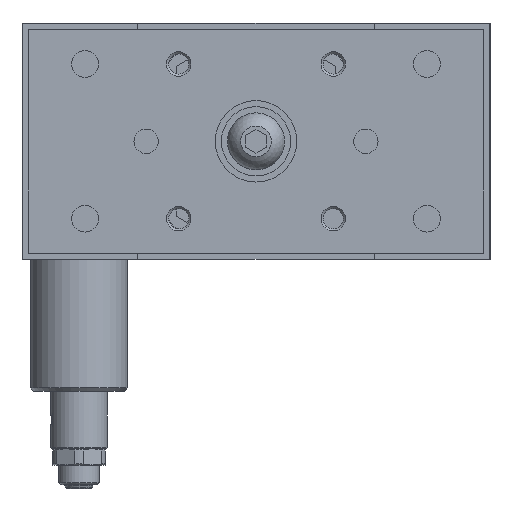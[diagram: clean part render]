
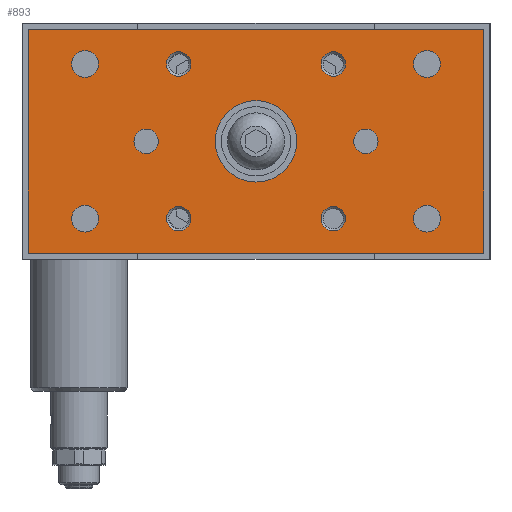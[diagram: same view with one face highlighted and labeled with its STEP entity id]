
A CAD part, left-side view. The second image highlights one B-rep face of the part: STEP entity #893.
In plain terms, the highlighted planar face has unit normal (-1, 0, 0).
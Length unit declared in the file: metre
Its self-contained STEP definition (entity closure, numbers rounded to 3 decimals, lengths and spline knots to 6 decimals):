
#893 = ADVANCED_FACE( '', ( #2153, #2154, #2155, #2156, #2157, #2158, #2159, #2160, #2161, #2162, #2163, #2164 ), #2165, .F. );
#2153 = FACE_BOUND( '', #3830, .T. );
#2154 = FACE_BOUND( '', #3831, .T. );
#2155 = FACE_BOUND( '', #3832, .T. );
#2156 = FACE_BOUND( '', #3833, .T. );
#2157 = FACE_BOUND( '', #3834, .T. );
#2158 = FACE_BOUND( '', #3835, .T. );
#2159 = FACE_BOUND( '', #3836, .T. );
#2160 = FACE_BOUND( '', #3837, .T. );
#2161 = FACE_BOUND( '', #3838, .T. );
#2162 = FACE_BOUND( '', #3839, .T. );
#2163 = FACE_BOUND( '', #3840, .T. );
#2164 = FACE_OUTER_BOUND( '', #3841, .T. );
#2165 = PLANE( '', #3842 );
#3830 = EDGE_LOOP( '', ( #6280 ) );
#3831 = EDGE_LOOP( '', ( #6281 ) );
#3832 = EDGE_LOOP( '', ( #6282 ) );
#3833 = EDGE_LOOP( '', ( #6283 ) );
#3834 = EDGE_LOOP( '', ( #6284 ) );
#3835 = EDGE_LOOP( '', ( #6285 ) );
#3836 = EDGE_LOOP( '', ( #6286 ) );
#3837 = EDGE_LOOP( '', ( #6287 ) );
#3838 = EDGE_LOOP( '', ( #6288 ) );
#3839 = EDGE_LOOP( '', ( #6289 ) );
#3840 = EDGE_LOOP( '', ( #6290 ) );
#3841 = EDGE_LOOP( '', ( #6291, #6292, #6293, #6294 ) );
#3842 = AXIS2_PLACEMENT_3D( '', #6295, #6296, #6297 );
#6280 = ORIENTED_EDGE( '', *, *, #8810, .T. );
#6281 = ORIENTED_EDGE( '', *, *, #8263, .T. );
#6282 = ORIENTED_EDGE( '', *, *, #8811, .F. );
#6283 = ORIENTED_EDGE( '', *, *, #8812, .F. );
#6284 = ORIENTED_EDGE( '', *, *, #8813, .T. );
#6285 = ORIENTED_EDGE( '', *, *, #8814, .F. );
#6286 = ORIENTED_EDGE( '', *, *, #8815, .T. );
#6287 = ORIENTED_EDGE( '', *, *, #8816, .T. );
#6288 = ORIENTED_EDGE( '', *, *, #8384, .F. );
#6289 = ORIENTED_EDGE( '', *, *, #8655, .F. );
#6290 = ORIENTED_EDGE( '', *, *, #8817, .T. );
#6291 = ORIENTED_EDGE( '', *, *, #8208, .T. );
#6292 = ORIENTED_EDGE( '', *, *, #8783, .T. );
#6293 = ORIENTED_EDGE( '', *, *, #8788, .T. );
#6294 = ORIENTED_EDGE( '', *, *, #8717, .T. );
#6295 = CARTESIAN_POINT( '', ( -0.022, -0.056, -0.0565 ) );
#6296 = DIRECTION( '', ( 1., 0., 0. ) );
#6297 = DIRECTION( '', ( 0., 1., 0. ) );
#8208 = EDGE_CURVE( '', #9537, #9535, #9538, .T. );
#8263 = EDGE_CURVE( '', #9624, #9624, #9625, .T. );
#8384 = EDGE_CURVE( '', #9826, #9826, #9827, .T. );
#8655 = EDGE_CURVE( '', #10247, #10247, #10248, .T. );
#8717 = EDGE_CURVE( '', #10341, #9537, #10342, .T. );
#8783 = EDGE_CURVE( '', #9535, #10439, #10441, .T. );
#8788 = EDGE_CURVE( '', #10439, #10341, #10447, .T. );
#8810 = EDGE_CURVE( '', #10479, #10479, #10480, .T. );
#8811 = EDGE_CURVE( '', #10481, #10481, #10482, .T. );
#8812 = EDGE_CURVE( '', #10483, #10483, #10484, .T. );
#8813 = EDGE_CURVE( '', #10485, #10485, #10486, .T. );
#8814 = EDGE_CURVE( '', #10487, #10487, #10488, .T. );
#8815 = EDGE_CURVE( '', #10489, #10489, #10490, .T. );
#8816 = EDGE_CURVE( '', #10491, #10491, #10492, .T. );
#8817 = EDGE_CURVE( '', #10493, #10493, #10494, .T. );
#9535 = VERTEX_POINT( '', #11569 );
#9537 = VERTEX_POINT( '', #11572 );
#9538 = LINE( '', #11573, #11574 );
#9624 = VERTEX_POINT( '', #11680 );
#9625 = CIRCLE( '', #11681, 0.003 );
#9826 = VERTEX_POINT( '', #11988 );
#9827 = CIRCLE( '', #11989, 0.0033 );
#10247 = VERTEX_POINT( '', #12751 );
#10248 = CIRCLE( '', #12752, 0.0033 );
#10341 = VERTEX_POINT( '', #12918 );
#10342 = LINE( '', #12919, #12920 );
#10439 = VERTEX_POINT( '', #13076 );
#10441 = LINE( '', #13079, #13080 );
#10447 = LINE( '', #13087, #13088 );
#10479 = VERTEX_POINT( '', #13136 );
#10480 = CIRCLE( '', #13137, 0.01 );
#10481 = VERTEX_POINT( '', #13138 );
#10482 = CIRCLE( '', #13139, 0.003 );
#10483 = VERTEX_POINT( '', #13140 );
#10484 = CIRCLE( '', #13141, 0.003 );
#10485 = VERTEX_POINT( '', #13142 );
#10486 = CIRCLE( '', #13143, 0.003 );
#10487 = VERTEX_POINT( '', #13144 );
#10488 = CIRCLE( '', #13145, 0.003 );
#10489 = VERTEX_POINT( '', #13146 );
#10490 = CIRCLE( '', #13147, 0.003 );
#10491 = VERTEX_POINT( '', #13148 );
#10492 = CIRCLE( '', #13149, 0.0033 );
#10493 = VERTEX_POINT( '', #13150 );
#10494 = CIRCLE( '', #13151, 0.0033 );
#11569 = CARTESIAN_POINT( '', ( -0.022, -0.056, -0.0015 ) );
#11572 = CARTESIAN_POINT( '', ( -0.022, -0.056, -0.0565 ) );
#11573 = CARTESIAN_POINT( '', ( -0.022, -0.056, -0.0565 ) );
#11574 = VECTOR( '', #14401, 1. );
#11680 = CARTESIAN_POINT( '', ( -0.022, -0.019, -0.045 ) );
#11681 = AXIS2_PLACEMENT_3D( '', #14479, #14480, #14481 );
#11988 = CARTESIAN_POINT( '', ( -0.022, 0.042, -0.0513 ) );
#11989 = AXIS2_PLACEMENT_3D( '', #14667, #14668, #14669 );
#12751 = CARTESIAN_POINT( '', ( -0.022, -0.042, -0.0067 ) );
#12752 = AXIS2_PLACEMENT_3D( '', #15028, #15029, #15030 );
#12918 = CARTESIAN_POINT( '', ( -0.022, 0.056, -0.0565 ) );
#12919 = CARTESIAN_POINT( '', ( -0.022, 0.056, -0.0565 ) );
#12920 = VECTOR( '', #15101, 1. );
#13076 = CARTESIAN_POINT( '', ( -0.022, 0.056, -0.0015 ) );
#13079 = CARTESIAN_POINT( '', ( -0.022, -0.056, -0.0015 ) );
#13080 = VECTOR( '', #15180, 1. );
#13087 = CARTESIAN_POINT( '', ( -0.022, 0.056, -0.0015 ) );
#13088 = VECTOR( '', #15185, 1. );
#13136 = CARTESIAN_POINT( '', ( -0.022, 0., -0.039 ) );
#13137 = AXIS2_PLACEMENT_3D( '', #15212, #15213, #15214 );
#13138 = CARTESIAN_POINT( '', ( -0.022, 0.019, -0.045 ) );
#13139 = AXIS2_PLACEMENT_3D( '', #15215, #15216, #15217 );
#13140 = CARTESIAN_POINT( '', ( -0.022, -0.019, -0.013 ) );
#13141 = AXIS2_PLACEMENT_3D( '', #15218, #15219, #15220 );
#13142 = CARTESIAN_POINT( '', ( -0.022, 0.019, -0.013 ) );
#13143 = AXIS2_PLACEMENT_3D( '', #15221, #15222, #15223 );
#13144 = CARTESIAN_POINT( '', ( -0.022, -0.027, -0.032 ) );
#13145 = AXIS2_PLACEMENT_3D( '', #15224, #15225, #15226 );
#13146 = CARTESIAN_POINT( '', ( -0.022, 0.027, -0.032 ) );
#13147 = AXIS2_PLACEMENT_3D( '', #15227, #15228, #15229 );
#13148 = CARTESIAN_POINT( '', ( -0.022, -0.042, -0.0513 ) );
#13149 = AXIS2_PLACEMENT_3D( '', #15230, #15231, #15232 );
#13150 = CARTESIAN_POINT( '', ( -0.022, 0.042, -0.0067 ) );
#13151 = AXIS2_PLACEMENT_3D( '', #15233, #15234, #15235 );
#14401 = DIRECTION( '', ( 0., 0., 1. ) );
#14479 = CARTESIAN_POINT( '', ( -0.022, -0.019, -0.048 ) );
#14480 = DIRECTION( '', ( 1., 0., 0. ) );
#14481 = DIRECTION( '', ( 0., 0., 1. ) );
#14667 = CARTESIAN_POINT( '', ( -0.022, 0.042, -0.048 ) );
#14668 = DIRECTION( '', ( -1., 0., 0. ) );
#14669 = DIRECTION( '', ( 0., 0., -1. ) );
#15028 = CARTESIAN_POINT( '', ( -0.022, -0.042, -0.01 ) );
#15029 = DIRECTION( '', ( -1., 0., 0. ) );
#15030 = DIRECTION( '', ( 0., 0., 1. ) );
#15101 = DIRECTION( '', ( 0., -1., 0. ) );
#15180 = DIRECTION( '', ( 0., 1., 0. ) );
#15185 = DIRECTION( '', ( 0., 0., -1. ) );
#15212 = CARTESIAN_POINT( '', ( -0.022, 0., -0.029 ) );
#15213 = DIRECTION( '', ( 1., 0., 0. ) );
#15214 = DIRECTION( '', ( 0., 0., -1. ) );
#15215 = CARTESIAN_POINT( '', ( -0.022, 0.019, -0.048 ) );
#15216 = DIRECTION( '', ( -1., 0., 0. ) );
#15217 = DIRECTION( '', ( 0., 0., 1. ) );
#15218 = CARTESIAN_POINT( '', ( -0.022, -0.019, -0.01 ) );
#15219 = DIRECTION( '', ( -1., 0., 0. ) );
#15220 = DIRECTION( '', ( 0., 0., -1. ) );
#15221 = CARTESIAN_POINT( '', ( -0.022, 0.019, -0.01 ) );
#15222 = DIRECTION( '', ( 1., 0., 0. ) );
#15223 = DIRECTION( '', ( 0., 0., -1. ) );
#15224 = CARTESIAN_POINT( '', ( -0.022, -0.027, -0.029 ) );
#15225 = DIRECTION( '', ( -1., 0., 0. ) );
#15226 = DIRECTION( '', ( 0., 0., -1. ) );
#15227 = CARTESIAN_POINT( '', ( -0.022, 0.027, -0.029 ) );
#15228 = DIRECTION( '', ( 1., 0., 0. ) );
#15229 = DIRECTION( '', ( 0., 0., -1. ) );
#15230 = CARTESIAN_POINT( '', ( -0.022, -0.042, -0.048 ) );
#15231 = DIRECTION( '', ( 1., 0., 0. ) );
#15232 = DIRECTION( '', ( 0., 0., -1. ) );
#15233 = CARTESIAN_POINT( '', ( -0.022, 0.042, -0.01 ) );
#15234 = DIRECTION( '', ( 1., 0., 0. ) );
#15235 = DIRECTION( '', ( 0., 0., 1. ) );
